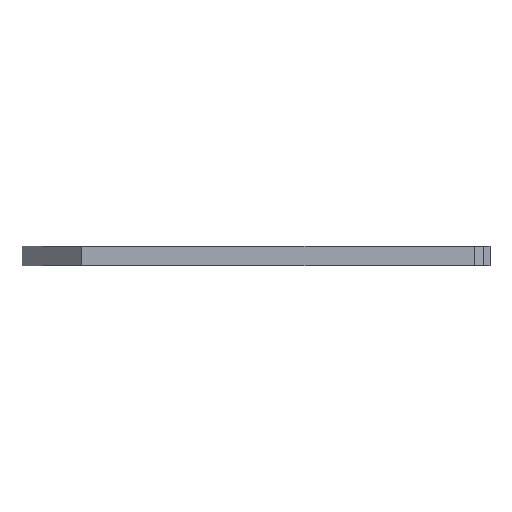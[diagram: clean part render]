
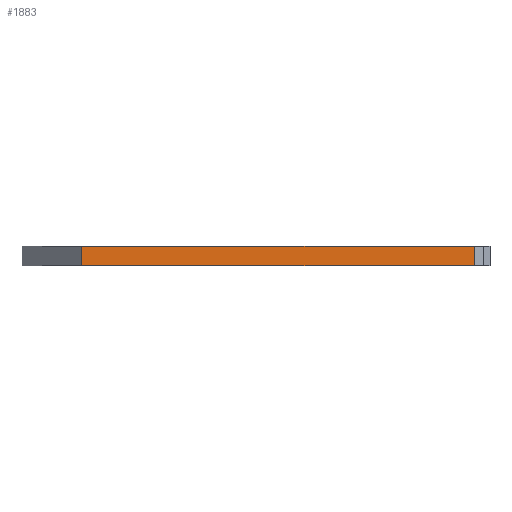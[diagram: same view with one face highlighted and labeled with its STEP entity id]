
A CAD part, front view. The second image highlights one B-rep face of the part: STEP entity #1883.
In plain terms, the highlighted planar face has unit normal (0.045, -0.999, 0).
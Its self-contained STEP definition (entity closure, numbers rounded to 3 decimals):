
#97=FACE_OUTER_BOUND('',#193,.T.);
#193=EDGE_LOOP('',(#1485,#1486,#1487,#1488));
#427=LINE('',#2903,#691);
#428=LINE('',#2906,#692);
#429=LINE('',#2908,#693);
#430=LINE('',#2909,#694);
#691=VECTOR('',#2378,10.);
#692=VECTOR('',#2381,10.);
#693=VECTOR('',#2382,10.);
#694=VECTOR('',#2383,10.);
#885=VERTEX_POINT('',#2899);
#886=VERTEX_POINT('',#2901);
#887=VERTEX_POINT('',#2905);
#888=VERTEX_POINT('',#2907);
#1131=EDGE_CURVE('',#885,#886,#427,.T.);
#1132=EDGE_CURVE('',#885,#887,#428,.T.);
#1133=EDGE_CURVE('',#888,#886,#429,.T.);
#1134=EDGE_CURVE('',#887,#888,#430,.T.);
#1485=ORIENTED_EDGE('',*,*,#1132,.F.);
#1486=ORIENTED_EDGE('',*,*,#1131,.T.);
#1487=ORIENTED_EDGE('',*,*,#1133,.F.);
#1488=ORIENTED_EDGE('',*,*,#1134,.F.);
#1787=PLANE('',#1996);
#1883=ADVANCED_FACE('',(#97),#1787,.T.);
#1996=AXIS2_PLACEMENT_3D('',#2904,#2379,#2380);
#2378=DIRECTION('',(0.,0.,1.));
#2379=DIRECTION('center_axis',(0.045,-0.999,0.));
#2380=DIRECTION('ref_axis',(0.999,0.045,0.));
#2381=DIRECTION('',(-0.999,-0.045,0.));
#2382=DIRECTION('',(0.999,0.045,0.));
#2383=DIRECTION('',(0.,0.,1.));
#2899=CARTESIAN_POINT('',(387.32,-1405.545,0.));
#2901=CARTESIAN_POINT('',(387.32,-1405.545,50.));
#2903=CARTESIAN_POINT('',(387.32,-1405.545,0.));
#2904=CARTESIAN_POINT('Origin',(-600.,-1450.,0.));
#2905=CARTESIAN_POINT('',(-600.,-1450.,0.));
#2906=CARTESIAN_POINT('',(387.32,-1405.545,0.));
#2907=CARTESIAN_POINT('',(-600.,-1450.,50.));
#2908=CARTESIAN_POINT('',(387.32,-1405.545,50.));
#2909=CARTESIAN_POINT('',(-600.,-1450.,0.));
